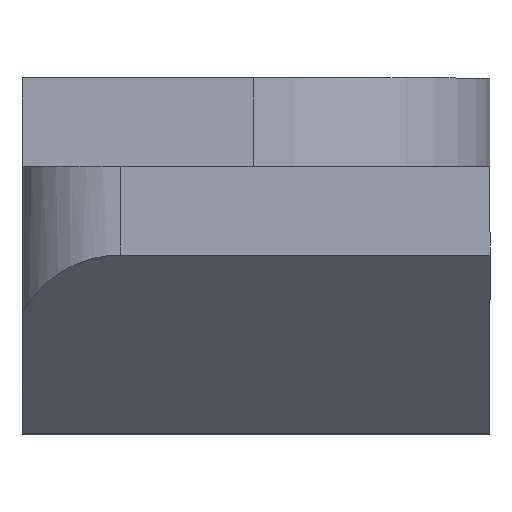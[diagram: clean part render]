
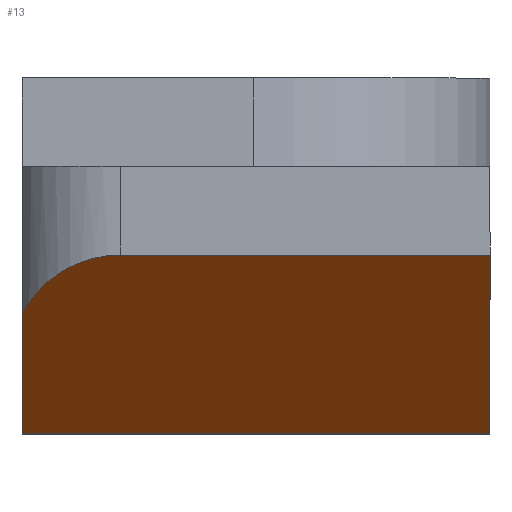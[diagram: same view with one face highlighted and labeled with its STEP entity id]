
A CAD part, top view. The second image highlights one B-rep face of the part: STEP entity #13.
In plain terms, the highlighted planar face has unit normal (0, -0.707, 0.707).
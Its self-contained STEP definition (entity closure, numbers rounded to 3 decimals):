
#13 = ADVANCED_FACE ( '1362', ( #364 ), #385, .T. ) ;
#14 = EDGE_LOOP ( 'NONE', ( #15, #16, #17, #20, #22 ) ) ;
#15 = ORIENTED_EDGE ( 'NONE', *, *, #212, .T. ) ;
#16 = ORIENTED_EDGE ( 'NONE', *, *, #90, .T. ) ;
#17 = ORIENTED_EDGE ( 'NONE', *, *, #18, .F. ) ;
#18 = EDGE_CURVE ( 'NONE', #19, #88, #324, .T. ) ;
#19 = VERTEX_POINT ( 'NONE', #320 ) ;
#20 = ORIENTED_EDGE ( 'NONE', *, *, #21, .F. ) ;
#21 = EDGE_CURVE ( 'NONE', #52, #19, #319, .T. ) ;
#22 = ORIENTED_EDGE ( 'NONE', *, *, #204, .T. ) ;
#52 = VERTEX_POINT ( 'NONE', #236 ) ;
#88 = VERTEX_POINT ( 'NONE', #329 ) ;
#90 = EDGE_CURVE ( 'NONE', #210, #88, #384, .T. ) ;
#202 = VERTEX_POINT ( 'NONE', #569 ) ;
#204 = EDGE_CURVE ( 'NONE', #52, #202, #568, .T. ) ;
#210 = VERTEX_POINT ( 'NONE', #585 ) ;
#212 = EDGE_CURVE ( 'NONE', #202, #210, #598, .T. ) ;
#236 = CARTESIAN_POINT ( 'NONE',  ( 3.95, -3., 8.25 ) ) ;
#316 = DIRECTION ( 'NONE',  ( 0., -0.707, -0.707 ) ) ;
#317 = VECTOR ( 'NONE', #316, 1000. ) ;
#318 = CARTESIAN_POINT ( 'NONE',  ( 3.95, -3., 8.25 ) ) ;
#319 = LINE ( 'NONE', #318, #317 ) ;
#320 = CARTESIAN_POINT ( 'NONE',  ( 3.95, -6., 5.25 ) ) ;
#321 = DIRECTION ( 'NONE',  ( -1., 0., 0. ) ) ;
#322 = VECTOR ( 'NONE', #321, 1000. ) ;
#323 = CARTESIAN_POINT ( 'NONE',  ( -3.95, -6., 5.25 ) ) ;
#324 = LINE ( 'NONE', #323, #322 ) ;
#325 = DIRECTION ( 'NONE',  ( 0., -0.707, -0.707 ) ) ;
#326 = DIRECTION ( 'NONE',  ( 0., -0.707, 0.707 ) ) ;
#327 = CARTESIAN_POINT ( 'NONE',  ( -3.95, -3., 8.25 ) ) ;
#328 = AXIS2_PLACEMENT_3D ( 'NONE', #327, #326, #325 ) ;
#329 = CARTESIAN_POINT ( 'NONE',  ( -3.95, -6., 5.25 ) ) ;
#364 = FACE_OUTER_BOUND ( 'NONE', #14, .T. ) ;
#381 = DIRECTION ( 'NONE',  ( 0., -0.707, -0.707 ) ) ;
#382 = VECTOR ( 'NONE', #381, 1000. ) ;
#383 = CARTESIAN_POINT ( 'NONE',  ( -3.95, -3., 8.25 ) ) ;
#384 = LINE ( 'NONE', #383, #382 ) ;
#385 = PLANE ( 'NONE',  #328 ) ;
#552 = CARTESIAN_POINT ( 'NONE',  ( -3.95, -3.99, 7.26 ) ) ;
#553 = CARTESIAN_POINT ( 'NONE',  ( -3.614, -3.364, 7.886 ) ) ;
#565 = DIRECTION ( 'NONE',  ( -1., 0., 0. ) ) ;
#566 = VECTOR ( 'NONE', #565, 1000. ) ;
#567 = CARTESIAN_POINT ( 'NONE',  ( -3.95, -3., 8.25 ) ) ;
#568 = LINE ( 'NONE', #567, #566 ) ;
#569 = CARTESIAN_POINT ( 'NONE',  ( -2.293, -3., 8.25 ) ) ;
#581 = CARTESIAN_POINT ( 'NONE',  ( -3.004, -3., 8.25 ) ) ;
#585 = CARTESIAN_POINT ( 'NONE',  ( -3.95, -3.99, 7.26 ) ) ;
#598 =( BOUNDED_CURVE ( )  B_SPLINE_CURVE ( 3, ( #599, #581, #553, #552 ),
 .UNSPECIFIED., .F., .T. ) 
 B_SPLINE_CURVE_WITH_KNOTS ( ( 4, 4 ),
 ( 0., 1.077 ),
 .UNSPECIFIED. ) 
 CURVE ( )  GEOMETRIC_REPRESENTATION_ITEM ( )  RATIONAL_B_SPLINE_CURVE ( ( 1., 0.906, 0.906, 1. ) ) 
 REPRESENTATION_ITEM ( '' )  );
#599 = CARTESIAN_POINT ( 'NONE',  ( -2.293, -3., 8.25 ) ) ;
